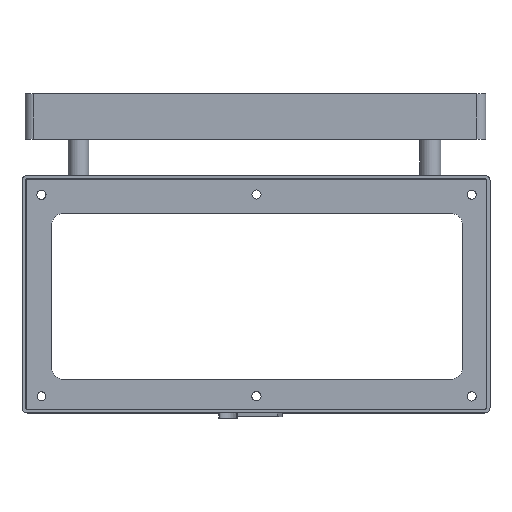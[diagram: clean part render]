
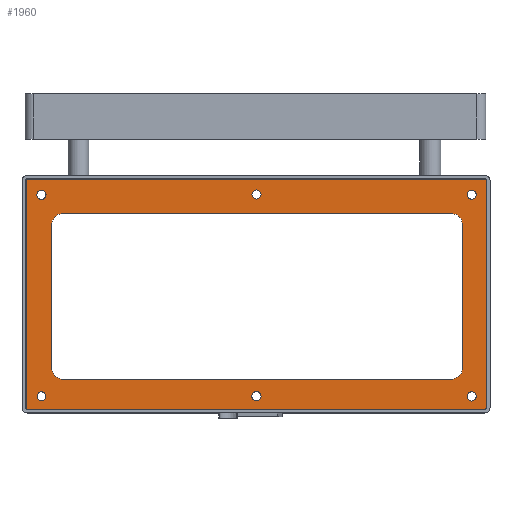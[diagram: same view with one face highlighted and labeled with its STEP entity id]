
A CAD part, top view. The second image highlights one B-rep face of the part: STEP entity #1960.
In plain terms, the highlighted planar face has unit normal (0, 0, 1).
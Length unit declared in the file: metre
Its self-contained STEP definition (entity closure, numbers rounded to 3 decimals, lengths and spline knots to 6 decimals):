
#146=PLANE('',#2122);
#160=CIRCLE('',#2002,0.00092);
#162=CIRCLE('',#2006,0.00092);
#168=CIRCLE('',#2016,0.00092);
#183=CIRCLE('',#2080,0.00092);
#184=CIRCLE('',#2083,0.00092);
#187=CIRCLE('',#2087,0.006517);
#189=CIRCLE('',#2091,0.006517);
#191=CIRCLE('',#2095,0.006517);
#193=CIRCLE('',#2099,0.006517);
#194=CIRCLE('',#2101,0.002422);
#196=CIRCLE('',#2104,0.002515);
#198=CIRCLE('',#2107,0.002555);
#200=CIRCLE('',#2110,0.002448);
#202=CIRCLE('',#2113,0.002555);
#204=CIRCLE('',#2116,0.002555);
#207=CIRCLE('',#2121,0.00092);
#684=ORIENTED_EDGE('',*,*,#954,.T.);
#685=ORIENTED_EDGE('',*,*,#787,.T.);
#686=ORIENTED_EDGE('',*,*,#784,.T.);
#687=ORIENTED_EDGE('',*,*,#780,.T.);
#688=ORIENTED_EDGE('',*,*,#830,.T.);
#689=ORIENTED_EDGE('',*,*,#802,.T.);
#690=ORIENTED_EDGE('',*,*,#993,.T.);
#691=ORIENTED_EDGE('',*,*,#946,.F.);
#692=ORIENTED_EDGE('',*,*,#950,.T.);
#693=ORIENTED_EDGE('',*,*,#953,.T.);
#694=ORIENTED_EDGE('',*,*,#958,.F.);
#695=ORIENTED_EDGE('',*,*,#962,.T.);
#696=ORIENTED_EDGE('',*,*,#965,.F.);
#697=ORIENTED_EDGE('',*,*,#968,.T.);
#698=ORIENTED_EDGE('',*,*,#971,.F.);
#699=ORIENTED_EDGE('',*,*,#974,.F.);
#700=ORIENTED_EDGE('',*,*,#977,.F.);
#701=ORIENTED_EDGE('',*,*,#991,.F.);
#702=ORIENTED_EDGE('',*,*,#988,.F.);
#703=ORIENTED_EDGE('',*,*,#986,.F.);
#704=ORIENTED_EDGE('',*,*,#984,.F.);
#705=ORIENTED_EDGE('',*,*,#982,.F.);
#706=ORIENTED_EDGE('',*,*,#980,.F.);
#707=ORIENTED_EDGE('',*,*,#978,.F.);
#780=EDGE_CURVE('',#1032,#1033,#160,.T.);
#784=EDGE_CURVE('',#1036,#1032,#1215,.T.);
#787=EDGE_CURVE('',#1038,#1036,#162,.T.);
#802=EDGE_CURVE('',#1048,#1049,#168,.T.);
#830=EDGE_CURVE('',#1033,#1048,#1241,.T.);
#946=EDGE_CURVE('',#1146,#1147,#1310,.T.);
#950=EDGE_CURVE('',#1146,#1149,#183,.T.);
#953=EDGE_CURVE('',#1149,#1151,#1315,.T.);
#954=EDGE_CURVE('',#1151,#1038,#184,.T.);
#958=EDGE_CURVE('',#1154,#1155,#187,.T.);
#962=EDGE_CURVE('',#1154,#1157,#1320,.T.);
#965=EDGE_CURVE('',#1159,#1157,#189,.T.);
#968=EDGE_CURVE('',#1159,#1161,#1324,.T.);
#971=EDGE_CURVE('',#1163,#1161,#191,.T.);
#974=EDGE_CURVE('',#1165,#1163,#1328,.T.);
#977=EDGE_CURVE('',#1167,#1165,#193,.T.);
#978=EDGE_CURVE('',#1168,#1168,#194,.T.);
#980=EDGE_CURVE('',#1170,#1170,#196,.T.);
#982=EDGE_CURVE('',#1172,#1172,#198,.T.);
#984=EDGE_CURVE('',#1174,#1174,#200,.T.);
#986=EDGE_CURVE('',#1176,#1176,#202,.T.);
#988=EDGE_CURVE('',#1178,#1178,#204,.T.);
#991=EDGE_CURVE('',#1155,#1167,#1331,.T.);
#993=EDGE_CURVE('',#1049,#1147,#207,.T.);
#1032=VERTEX_POINT('',#2719);
#1033=VERTEX_POINT('',#2720);
#1036=VERTEX_POINT('',#2728);
#1038=VERTEX_POINT('',#2734);
#1048=VERTEX_POINT('',#2763);
#1049=VERTEX_POINT('',#2764);
#1146=VERTEX_POINT('',#4954);
#1147=VERTEX_POINT('',#4956);
#1149=VERTEX_POINT('',#4962);
#1151=VERTEX_POINT('',#4968);
#1154=VERTEX_POINT('',#4978);
#1155=VERTEX_POINT('',#4980);
#1157=VERTEX_POINT('',#4986);
#1159=VERTEX_POINT('',#4992);
#1161=VERTEX_POINT('',#4998);
#1163=VERTEX_POINT('',#5004);
#1165=VERTEX_POINT('',#5010);
#1167=VERTEX_POINT('',#5016);
#1168=VERTEX_POINT('',#5020);
#1170=VERTEX_POINT('',#5025);
#1172=VERTEX_POINT('',#5030);
#1174=VERTEX_POINT('',#5035);
#1176=VERTEX_POINT('',#5040);
#1178=VERTEX_POINT('',#5045);
#1215=LINE('',#2727,#1367);
#1241=LINE('',#2816,#1393);
#1310=LINE('',#4955,#1462);
#1315=LINE('',#4969,#1467);
#1320=LINE('',#4987,#1472);
#1324=LINE('',#4999,#1476);
#1328=LINE('',#5011,#1480);
#1331=LINE('',#5050,#1483);
#1367=VECTOR('',#2221,1.);
#1393=VECTOR('',#2313,1.);
#1462=VECTOR('',#2462,1.);
#1467=VECTOR('',#2475,1.);
#1472=VECTOR('',#2494,1.);
#1476=VECTOR('',#2506,1.);
#1480=VECTOR('',#2518,1.);
#1483=VECTOR('',#2565,1.);
#1636=EDGE_LOOP('',(#684,#685,#686,#687,#688,#689,#690,#691,#692,#693));
#1637=EDGE_LOOP('',(#694,#695,#696,#697,#698,#699,#700,#701));
#1638=EDGE_LOOP('',(#702));
#1639=EDGE_LOOP('',(#703));
#1640=EDGE_LOOP('',(#704));
#1641=EDGE_LOOP('',(#705));
#1642=EDGE_LOOP('',(#706));
#1643=EDGE_LOOP('',(#707));
#1804=FACE_BOUND('',#1636,.T.);
#1805=FACE_BOUND('',#1637,.T.);
#1806=FACE_BOUND('',#1638,.T.);
#1807=FACE_BOUND('',#1639,.T.);
#1808=FACE_BOUND('',#1640,.T.);
#1809=FACE_BOUND('',#1641,.T.);
#1810=FACE_BOUND('',#1642,.T.);
#1811=FACE_BOUND('',#1643,.T.);
#1960=ADVANCED_FACE('',(#1804,#1805,#1806,#1807,#1808,#1809,#1810,#1811),
#146,.T.);
#2002=AXIS2_PLACEMENT_3D('',#2718,#2213,#2214);
#2006=AXIS2_PLACEMENT_3D('',#2733,#2226,#2227);
#2016=AXIS2_PLACEMENT_3D('',#2762,#2255,#2256);
#2080=AXIS2_PLACEMENT_3D('',#4963,#2469,#2470);
#2083=AXIS2_PLACEMENT_3D('',#4971,#2478,#2479);
#2087=AXIS2_PLACEMENT_3D('',#4979,#2487,#2488);
#2091=AXIS2_PLACEMENT_3D('',#4993,#2500,#2501);
#2095=AXIS2_PLACEMENT_3D('',#5005,#2512,#2513);
#2099=AXIS2_PLACEMENT_3D('',#5017,#2524,#2525);
#2101=AXIS2_PLACEMENT_3D('',#5019,#2528,#2529);
#2104=AXIS2_PLACEMENT_3D('',#5024,#2534,#2535);
#2107=AXIS2_PLACEMENT_3D('',#5029,#2540,#2541);
#2110=AXIS2_PLACEMENT_3D('',#5034,#2546,#2547);
#2113=AXIS2_PLACEMENT_3D('',#5039,#2552,#2553);
#2116=AXIS2_PLACEMENT_3D('',#5044,#2558,#2559);
#2121=AXIS2_PLACEMENT_3D('',#5053,#2570,#2571);
#2122=AXIS2_PLACEMENT_3D('',#5054,#2572,#2573);
#2213=DIRECTION('',(0.,0.,1.));
#2214=DIRECTION('',(1.,0.,0.));
#2221=DIRECTION('',(1.,0.,0.));
#2226=DIRECTION('',(0.,0.,1.));
#2227=DIRECTION('',(1.,0.,0.));
#2255=DIRECTION('',(0.,0.,1.));
#2256=DIRECTION('',(1.,0.,0.));
#2313=DIRECTION('',(0.,1.,0.));
#2462=DIRECTION('',(1.,0.,0.));
#2469=DIRECTION('',(0.,0.,1.));
#2470=DIRECTION('',(1.,0.,0.));
#2475=DIRECTION('',(0.,-1.,0.));
#2478=DIRECTION('',(0.,0.,1.));
#2479=DIRECTION('',(1.,0.,0.));
#2487=DIRECTION('',(0.,0.,1.));
#2488=DIRECTION('',(1.,0.,0.));
#2494=DIRECTION('',(0.,1.,0.));
#2500=DIRECTION('',(0.,0.,1.));
#2501=DIRECTION('',(1.,0.,0.));
#2506=DIRECTION('',(1.,0.,0.));
#2512=DIRECTION('',(0.,0.,1.));
#2513=DIRECTION('',(1.,0.,0.));
#2518=DIRECTION('',(0.,1.,0.));
#2524=DIRECTION('',(0.,0.,1.));
#2525=DIRECTION('',(1.,0.,0.));
#2528=DIRECTION('',(0.,0.,1.));
#2529=DIRECTION('',(1.,0.,0.));
#2534=DIRECTION('',(0.,0.,1.));
#2535=DIRECTION('',(1.,0.,0.));
#2540=DIRECTION('',(0.,0.,1.));
#2541=DIRECTION('',(1.,0.,0.));
#2546=DIRECTION('',(0.,0.,1.));
#2547=DIRECTION('',(1.,0.,0.));
#2552=DIRECTION('',(0.,0.,1.));
#2553=DIRECTION('',(1.,0.,0.));
#2558=DIRECTION('',(0.,0.,1.));
#2559=DIRECTION('',(1.,0.,0.));
#2565=DIRECTION('',(1.,0.,0.));
#2570=DIRECTION('',(0.,0.,1.));
#2571=DIRECTION('',(1.,0.,0.));
#2572=DIRECTION('',(0.,0.,1.));
#2573=DIRECTION('',(1.,0.,0.));
#2718=CARTESIAN_POINT('',(0.161591,-0.064779,0.007));
#2719=CARTESIAN_POINT('',(0.161591,-0.065699,0.007));
#2720=CARTESIAN_POINT('',(0.162511,-0.064779,0.007));
#2727=CARTESIAN_POINT('',(0.034511,-0.065699,0.007));
#2728=CARTESIAN_POINT('',(-0.09257,-0.065699,0.007));
#2733=CARTESIAN_POINT('',(-0.09257,-0.064779,0.007));
#2734=CARTESIAN_POINT('',(-0.093163,-0.065482,0.007));
#2762=CARTESIAN_POINT('',(0.161591,0.061381,0.007));
#2763=CARTESIAN_POINT('',(0.162511,0.061381,0.007));
#2764=CARTESIAN_POINT('',(0.162426,0.061766,0.007));
#2816=CARTESIAN_POINT('',(0.162511,-0.001699,0.007));
#4954=CARTESIAN_POINT('',(-0.092328,0.061983,0.007));
#4955=CARTESIAN_POINT('',(0.034753,0.061983,0.007));
#4956=CARTESIAN_POINT('',(0.161833,0.061983,0.007));
#4962=CARTESIAN_POINT('',(-0.093247,0.061063,0.007));
#4963=CARTESIAN_POINT('',(-0.092328,0.061063,0.007));
#4968=CARTESIAN_POINT('',(-0.093247,-0.065097,0.007));
#4969=CARTESIAN_POINT('',(-0.093247,-0.002017,0.007));
#4971=CARTESIAN_POINT('',(-0.092328,-0.065097,0.007));
#4978=CARTESIAN_POINT('',(-0.079132,-0.042546,0.007));
#4979=CARTESIAN_POINT('',(-0.072615,-0.042546,0.007));
#4980=CARTESIAN_POINT('',(-0.072615,-0.049063,0.007));
#4986=CARTESIAN_POINT('',(-0.079132,0.036699,0.007));
#4987=CARTESIAN_POINT('',(-0.079132,-0.002923,0.007));
#4992=CARTESIAN_POINT('',(-0.072615,0.043216,0.007));
#4993=CARTESIAN_POINT('',(-0.072615,0.036699,0.007));
#4998=CARTESIAN_POINT('',(0.142782,0.043216,0.007));
#4999=CARTESIAN_POINT('',(0.035084,0.043216,0.007));
#5004=CARTESIAN_POINT('',(0.149299,0.036699,0.007));
#5005=CARTESIAN_POINT('',(0.142782,0.036699,0.007));
#5010=CARTESIAN_POINT('',(0.149299,-0.042546,0.007));
#5011=CARTESIAN_POINT('',(0.149299,-0.002923,0.007));
#5016=CARTESIAN_POINT('',(0.142782,-0.049063,0.007));
#5017=CARTESIAN_POINT('',(0.142782,-0.042546,0.007));
#5019=CARTESIAN_POINT('',(-0.084705,-0.058405,0.007));
#5020=CARTESIAN_POINT('',(-0.082283,-0.058405,0.007));
#5024=CARTESIAN_POINT('',(0.034796,0.053694,0.007));
#5025=CARTESIAN_POINT('',(0.03731,0.053694,0.007));
#5029=CARTESIAN_POINT('',(-0.084683,0.053522,0.007));
#5030=CARTESIAN_POINT('',(-0.082128,0.053522,0.007));
#5034=CARTESIAN_POINT('',(0.154336,0.05359,0.007));
#5035=CARTESIAN_POINT('',(0.156784,0.05359,0.007));
#5039=CARTESIAN_POINT('',(0.154304,-0.058477,0.007));
#5040=CARTESIAN_POINT('',(0.15686,-0.058477,0.007));
#5044=CARTESIAN_POINT('',(0.034765,-0.058367,0.007));
#5045=CARTESIAN_POINT('',(0.037321,-0.058367,0.007));
#5050=CARTESIAN_POINT('',(0.035084,-0.049063,0.007));
#5053=CARTESIAN_POINT('',(0.161833,0.061063,0.007));
#5054=CARTESIAN_POINT('',(0.036603,-0.002017,0.007));
